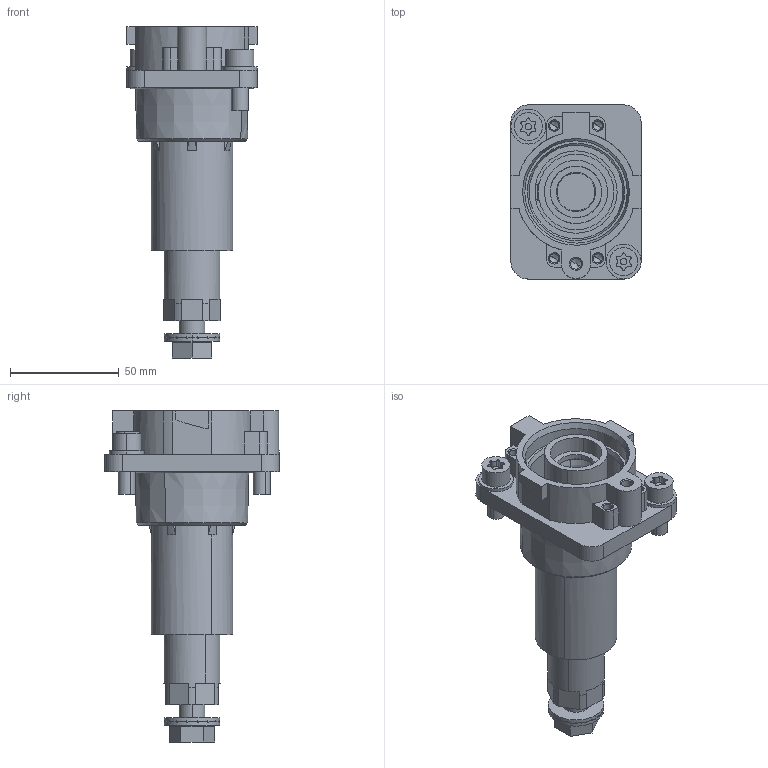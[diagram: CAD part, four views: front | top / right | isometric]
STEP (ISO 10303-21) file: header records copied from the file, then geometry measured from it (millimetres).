
FILE_DESCRIPTION(('CATIA V5 STEP Exchange','CAx-IF Rec.Pracs.--- Model Styling and Organization---1.4--- 2014-01-23'),'2;1');
FILE_NAME ('014085-1_1', '2019-08-23T14:04:59+00:00', ('none'), ('Weidmueller'), 'CATIA Version 5-6 Release 2016 SP3 HF44', 'CATIA V5 STEP AP214', 'none');
FILE_SCHEMA(('AUTOMOTIVE_DESIGN { 1 0 10303 214 1 1 1 1 }'));
Length unit declared in the file: millimetre
Products named in the file (1): 1475700000
Bounding box: 59.8 x 80 x 152.48 mm (x, y, z)
Volume: 160831.7 mm3; surface area: 75783.9 mm2
Topology: 12 solids, 12 shells, 507 faces, 1262 edges, 807 vertices
Faces by surface type: plane 278, cylinder 161, cone 54, torus 14
Entity records: 14388 total; most frequent: CARTESIAN_POINT 2828, ORIENTED_EDGE 2496, DIRECTION 1949, EDGE_CURVE 1248, VERTEX_POINT 807, AXIS2_PLACEMENT_3D 786, VECTOR 782, LINE 782
